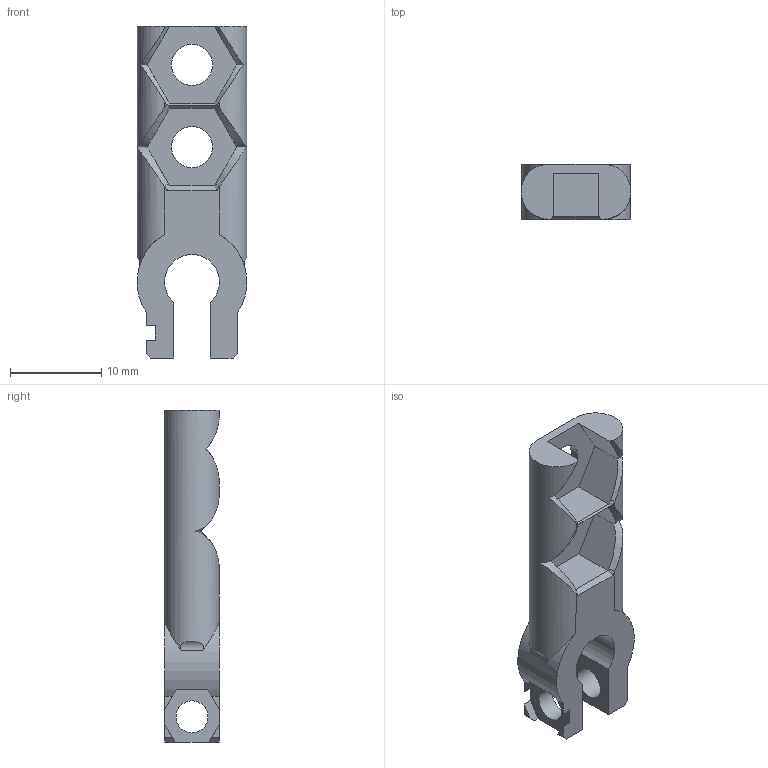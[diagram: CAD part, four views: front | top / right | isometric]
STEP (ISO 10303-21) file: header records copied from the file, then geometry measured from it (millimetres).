
FILE_DESCRIPTION(/* description */ ('STEP AP242','CAx-IF Rec.Pracs.---Representation and Presentation of Product Manufacturing Information (PMI)---4.0---2014-10-13','CAx-IF Rec.Pracs.---3D Tessellated Geometry---0.4---2014-09-14','2;1'),/* implementation_level */ '2;1');
FILE_NAME(/* name */ '675025f229a30e0a823df35d',/* time_stamp */ '2024-12-04T09:50:42Z',/* author */ (''),/* organization */ (''),/* preprocessor_version */ 'ST-DEVELOPER v20',/* originating_system */ 'ONSHAPE BY PTC INC, 1.190',/* authorisation */ ' ');
FILE_SCHEMA (('AP242_MANAGED_MODEL_BASED_3D_ENGINEERING_MIM_LF { 1 0 10303 442 1 1 4 }'));
Length unit declared in the file: metre
Products named in the file (1): Part 1
Bounding box: 12 x 6 x 36.32 mm (x, y, z)
Volume: 1296.3 mm3; surface area: 1515.9 mm2
Topology: 1 solids, 1 shells, 68 faces, 183 edges, 117 vertices
Faces by surface type: plane 49, cylinder 11, bspline 8
Full cylindrical faces by diameter (mm): 3.5 x2, 4.5 x2
Entity records: 2288 total; most frequent: CARTESIAN_POINT 663, ORIENTED_EDGE 352, DIRECTION 282, EDGE_CURVE 176, LINE 124, VECTOR 124, VERTEX_POINT 114, EDGE_LOOP 80
